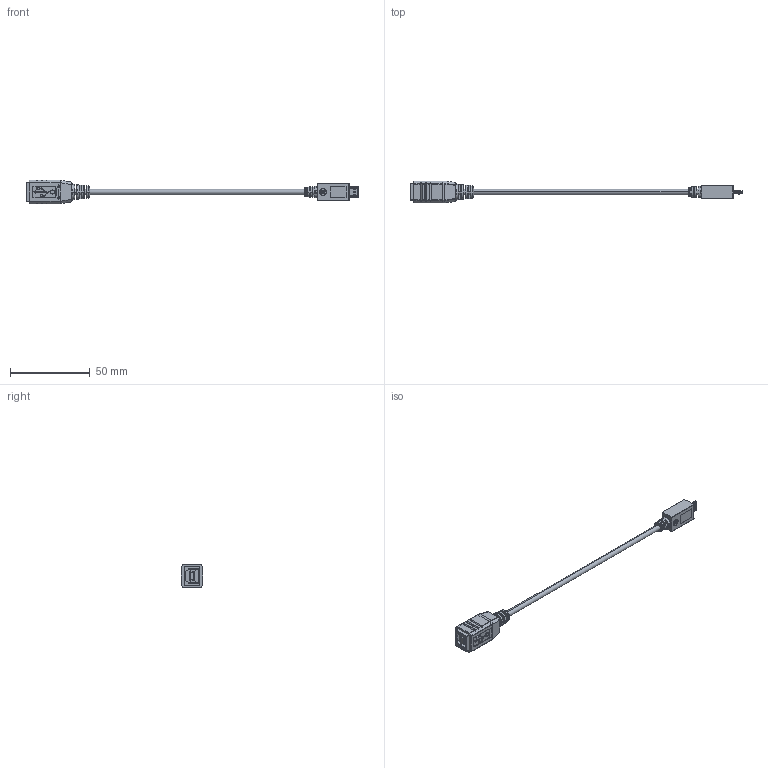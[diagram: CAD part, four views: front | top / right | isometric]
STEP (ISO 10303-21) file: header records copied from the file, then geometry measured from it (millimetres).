
FILE_DESCRIPTION (( 'STEP AP203' ), '1' );
FILE_NAME ('10-00659_revA2.STEP', '2018-11-02T22:07:06', ( '' ), ( '' ), 'SwSTEP 2.0', 'SolidWorks 2015', '' );
FILE_SCHEMA (( 'CONFIG_CONTROL_DESIGN' ));
Length unit declared in the file: millimetre
Products named in the file (10): 50-00426 shell; 30-00088_blunt cut; 50-00429 shell; 50-00426; 24-00024; 50-00429 insulator; 50-00429; 10-00659_revA2; 50-00426 insulator; 24-00057
Assembly tree (9 placements, depth 3):
  10-00659_revA2
    30-00088_blunt cut
    24-00057
    24-00024
    50-00426
      50-00426 insulator
      50-00426 shell
    50-00429
      50-00429 insulator
      50-00429 shell
Bounding box: 207.9 x 13.6 x 15 mm (x, y, z)
Volume: 9695.7 mm3; surface area: 18956 mm2
Topology: 61 solids, 61 shells, 1376 faces, 3330 edges, 2099 vertices
Faces by surface type: plane 490, cylinder 448, bspline 304, torus 88, cone 34, sphere 12
Entity records: 48305 total; most frequent: CARTESIAN_POINT 17087, ORIENTED_EDGE 6644, DIRECTION 5635, EDGE_CURVE 3322, VERTEX_POINT 2099, AXIS2_PLACEMENT_3D 2079, EDGE_LOOP 1495, VECTOR 1477
